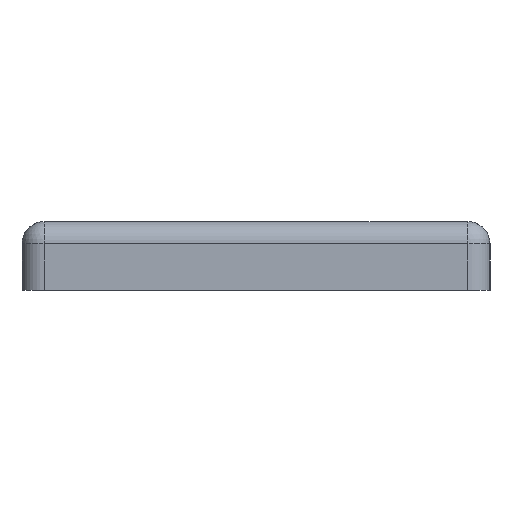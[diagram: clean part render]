
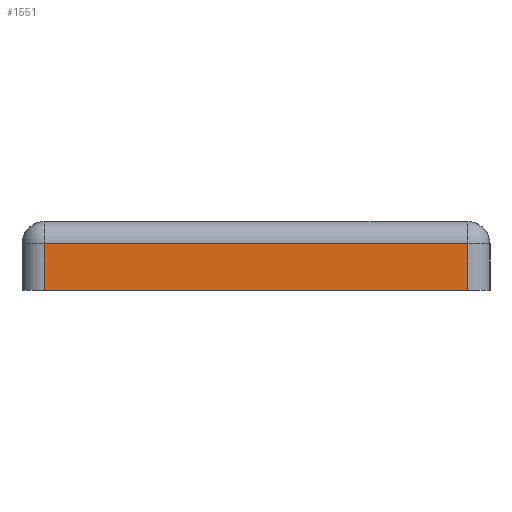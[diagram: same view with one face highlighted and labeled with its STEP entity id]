
A CAD part, left-side view. The second image highlights one B-rep face of the part: STEP entity #1551.
In plain terms, the highlighted planar face has unit normal (-1, 0, 0).
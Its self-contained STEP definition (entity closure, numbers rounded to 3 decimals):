
#1551=ADVANCED_FACE('',(#9630),#9632,.T.);
#9630=FACE_BOUND('',#9631,.T.);
#9631=EDGE_LOOP('',(#16216,#16217,#16218,#16219));
#9632=PLANE('',#9633);
#9633=AXIS2_PLACEMENT_3D('',#9634,#9635,#9636);
#9634=CARTESIAN_POINT('',(-4.125,4.125,0.));
#9635=DIRECTION('',(-1.,0.,0.));
#9636=DIRECTION('',(0.,-1.,0.));
#16216=ORIENTED_EDGE('',*,*,#20864,.F.);
#16217=ORIENTED_EDGE('',*,*,#20934,.F.);
#16218=ORIENTED_EDGE('',*,*,#20935,.F.);
#16219=ORIENTED_EDGE('',*,*,#20936,.F.);
#20864=EDGE_CURVE('',#23720,#23721,#23722,.T.);
#20934=EDGE_CURVE('',#23828,#23720,#23829,.T.);
#20935=EDGE_CURVE('',#23830,#23828,#23831,.T.);
#20936=EDGE_CURVE('',#23721,#23830,#23832,.T.);
#23720=VERTEX_POINT('',#28844);
#23721=VERTEX_POINT('',#28845);
#23722=LINE('',#28846,#28847);
#23828=VERTEX_POINT('',#29112);
#23829=LINE('',#29113,#29114);
#23830=VERTEX_POINT('',#29116);
#23831=LINE('',#29117,#29118);
#23832=LINE('',#29120,#29121);
#28844=CARTESIAN_POINT('',(-4.125,0.125,5.4));
#28845=CARTESIAN_POINT('',(-4.125,-76.325,5.4));
#28846=CARTESIAN_POINT('',(-4.125,0.125,5.4));
#28847=VECTOR('',#28848,1.);
#28848=DIRECTION('',(0.,-1.,0.));
#29112=CARTESIAN_POINT('',(-4.125,0.125,-3.));
#29113=CARTESIAN_POINT('',(-4.125,0.125,-3.));
#29114=VECTOR('',#29115,1.);
#29115=DIRECTION('',(0.,0.,1.));
#29116=CARTESIAN_POINT('',(-4.125,-76.325,-3.));
#29117=CARTESIAN_POINT('',(-4.125,-76.325,-3.));
#29118=VECTOR('',#29119,1.);
#29119=DIRECTION('',(0.,1.,0.));
#29120=CARTESIAN_POINT('',(-4.125,-76.325,5.4));
#29121=VECTOR('',#29122,1.);
#29122=DIRECTION('',(0.,0.,-1.));
